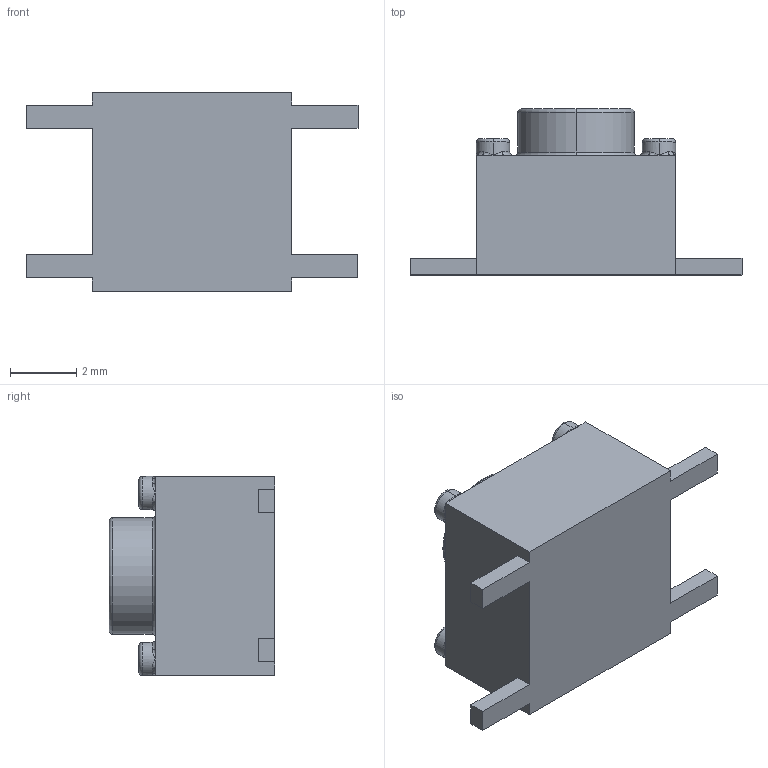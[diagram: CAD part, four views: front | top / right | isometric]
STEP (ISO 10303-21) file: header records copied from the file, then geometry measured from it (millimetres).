
FILE_DESCRIPTION (( 'STEP AP214' ), '1' );
FILE_NAME ('User Library-TACT SMD 6X6.STEP', '2020-01-26T18:52:42', ( '' ), ( '' ), 'SwSTEP 2.0', 'SolidWorks 2019', '' );
FILE_SCHEMA (( 'AUTOMOTIVE_DESIGN' ));
Length unit declared in the file: millimetre
Products named in the file (1): User Library-TACT SMD 6X6
Bounding box: 10 x 5 x 6 mm (x, y, z)
Volume: 147.4 mm3; surface area: 197.4 mm2
Topology: 1 solids, 1 shells, 79 faces, 202 edges, 110 vertices
Faces by surface type: plane 31, torus 22, bspline 16, cylinder 10
Entity records: 2981 total; most frequent: CARTESIAN_POINT 728, DIRECTION 374, ORIENTED_EDGE 372, EDGE_CURVE 186, AXIS2_PLACEMENT_3D 140, VERTEX_POINT 110, VECTOR 94, LINE 94
